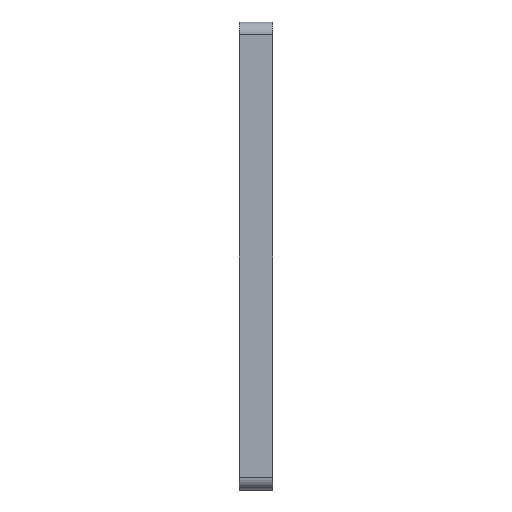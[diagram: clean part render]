
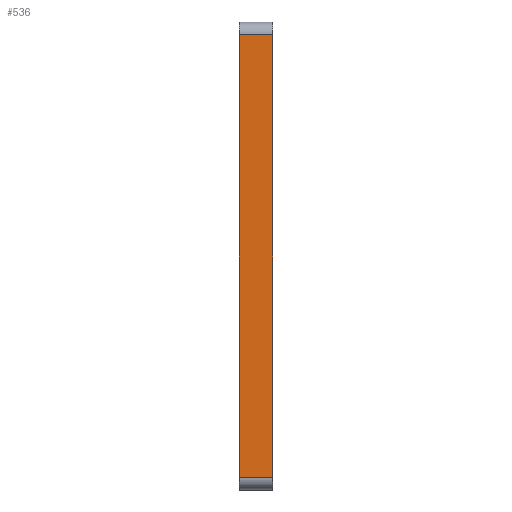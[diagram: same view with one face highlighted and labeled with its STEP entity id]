
A CAD part, left-side view. The second image highlights one B-rep face of the part: STEP entity #536.
In plain terms, the highlighted planar face has unit normal (-1, 0, 0).
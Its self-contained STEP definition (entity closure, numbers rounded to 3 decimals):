
#7 = LINE ( 'NONE', #1303, #1297 ) ;
#35 = PLANE ( 'NONE',  #1360 ) ;
#62 = VECTOR ( 'NONE', #437, 1000. ) ;
#138 = CARTESIAN_POINT ( 'NONE',  ( -55.5, 8., 55.5 ) ) ;
#147 = EDGE_CURVE ( 'NONE', #1282, #1378, #876, .T. ) ;
#192 = ORIENTED_EDGE ( 'NONE', *, *, #1516, .T. ) ;
#236 = CARTESIAN_POINT ( 'NONE',  ( -55.5, 0., 52.5 ) ) ;
#277 = EDGE_CURVE ( 'NONE', #330, #1378, #1272, .T. ) ;
#330 = VERTEX_POINT ( 'NONE', #236 ) ;
#350 = CARTESIAN_POINT ( 'NONE',  ( -55.5, 8., 52.5 ) ) ;
#394 = VECTOR ( 'NONE', #554, 1000. ) ;
#406 = CARTESIAN_POINT ( 'NONE',  ( -55.5, 8., 55.5 ) ) ;
#421 = LINE ( 'NONE', #922, #394 ) ;
#437 = DIRECTION ( 'NONE',  ( 0., 1., 0. ) ) ;
#487 = DIRECTION ( 'NONE',  ( 1., 0., 0. ) ) ;
#498 = DIRECTION ( 'NONE',  ( 0., -1., 0. ) ) ;
#535 = VERTEX_POINT ( 'NONE', #1305 ) ;
#536 = ADVANCED_FACE ( 'NONE', ( #1187 ), #35, .F. ) ;
#554 = DIRECTION ( 'NONE',  ( 0., 0., 1. ) ) ;
#647 = VECTOR ( 'NONE', #987, 1000. ) ;
#654 = CARTESIAN_POINT ( 'NONE',  ( -55.5, 8., -52.5 ) ) ;
#704 = ORIENTED_EDGE ( 'NONE', *, *, #942, .T. ) ;
#721 = ORIENTED_EDGE ( 'NONE', *, *, #277, .T. ) ;
#822 = EDGE_LOOP ( 'NONE', ( #849, #192, #704, #721 ) ) ;
#849 = ORIENTED_EDGE ( 'NONE', *, *, #147, .F. ) ;
#876 = LINE ( 'NONE', #406, #647 ) ;
#922 = CARTESIAN_POINT ( 'NONE',  ( -55.5, 0., 55.5 ) ) ;
#942 = EDGE_CURVE ( 'NONE', #535, #330, #421, .T. ) ;
#951 = DIRECTION ( 'NONE',  ( 0., 0., -1. ) ) ;
#987 = DIRECTION ( 'NONE',  ( 0., 0., 1. ) ) ;
#1187 = FACE_OUTER_BOUND ( 'NONE', #822, .T. ) ;
#1272 = LINE ( 'NONE', #1284, #62 ) ;
#1282 = VERTEX_POINT ( 'NONE', #654 ) ;
#1284 = CARTESIAN_POINT ( 'NONE',  ( -55.5, 8., 52.5 ) ) ;
#1297 = VECTOR ( 'NONE', #498, 1000. ) ;
#1303 = CARTESIAN_POINT ( 'NONE',  ( -55.5, 8., -52.5 ) ) ;
#1305 = CARTESIAN_POINT ( 'NONE',  ( -55.5, 0., -52.5 ) ) ;
#1360 = AXIS2_PLACEMENT_3D ( 'NONE', #138, #487, #951 ) ;
#1378 = VERTEX_POINT ( 'NONE', #350 ) ;
#1516 = EDGE_CURVE ( 'NONE', #1282, #535, #7, .T. ) ;
